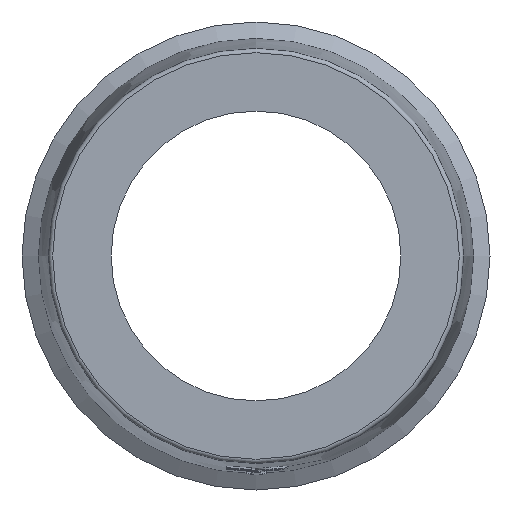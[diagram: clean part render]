
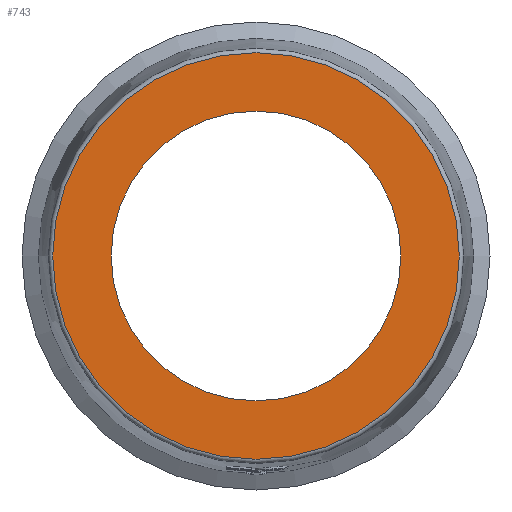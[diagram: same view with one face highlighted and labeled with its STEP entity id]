
A CAD part, front view. The second image highlights one B-rep face of the part: STEP entity #743.
In plain terms, the highlighted planar face has unit normal (0, -1, 0).
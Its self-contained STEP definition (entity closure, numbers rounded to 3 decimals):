
#22=FACE_BOUND('',#154,.T.);
#39=PLANE('',#808);
#103=FACE_OUTER_BOUND('',#153,.T.);
#153=EDGE_LOOP('',(#647));
#154=EDGE_LOOP('',(#648));
#285=CIRCLE('',#807,68.25);
#286=CIRCLE('',#809,95.795);
#376=VERTEX_POINT('',#5001);
#377=VERTEX_POINT('',#5005);
#474=EDGE_CURVE('',#376,#376,#285,.T.);
#476=EDGE_CURVE('',#377,#377,#286,.T.);
#647=ORIENTED_EDGE('',*,*,#476,.F.);
#648=ORIENTED_EDGE('',*,*,#474,.T.);
#743=ADVANCED_FACE('',(#103,#22),#39,.T.);
#807=AXIS2_PLACEMENT_3D('',#5002,#953,#954);
#808=AXIS2_PLACEMENT_3D('',#5004,#956,#957);
#809=AXIS2_PLACEMENT_3D('',#5006,#958,#959);
#953=DIRECTION('center_axis',(0.,1.,0.));
#954=DIRECTION('ref_axis',(-1.,0.,0.));
#956=DIRECTION('center_axis',(0.,-1.,0.));
#957=DIRECTION('ref_axis',(0.,0.,-1.));
#958=DIRECTION('center_axis',(0.,1.,0.));
#959=DIRECTION('ref_axis',(-1.,0.,0.));
#5001=CARTESIAN_POINT('',(68.25,-94.637,0.));
#5002=CARTESIAN_POINT('Origin',(0.,-94.637,0.));
#5004=CARTESIAN_POINT('Origin',(-82.022,-94.637,0.));
#5005=CARTESIAN_POINT('',(0.,-94.637,-95.795));
#5006=CARTESIAN_POINT('Origin',(0.,-94.637,0.));
